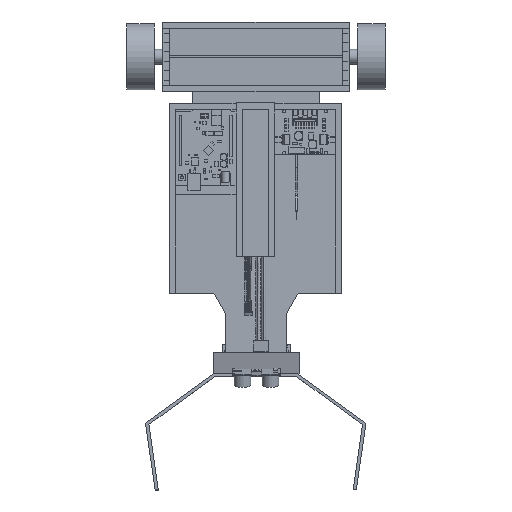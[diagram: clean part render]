
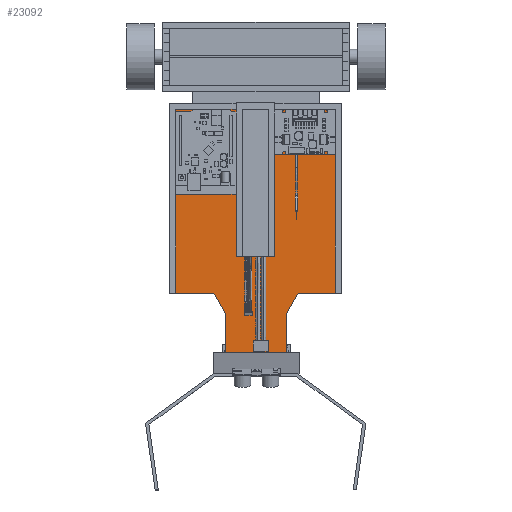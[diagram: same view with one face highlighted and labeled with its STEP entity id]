
A CAD part, top view. The second image highlights one B-rep face of the part: STEP entity #23092.
In plain terms, the highlighted planar face has unit normal (0, 0, 1).
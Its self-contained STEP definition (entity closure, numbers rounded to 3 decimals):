
#705=PLANE('',#24607);
#1915=FACE_OUTER_BOUND('',#3260,.T.);
#3260=EDGE_LOOP('',(#16774,#16775,#16776,#16777,#16778,#16779,#16780,#16781,
#16782,#16783,#16784,#16785,#16786,#16787,#16788,#16789,#16790,#16791));
#4935=LINE('',#32792,#7891);
#4941=LINE('',#32804,#7897);
#4943=LINE('',#32807,#7899);
#4963=LINE('',#32852,#7919);
#4967=LINE('',#32861,#7923);
#4969=LINE('',#32865,#7925);
#4970=LINE('',#32867,#7926);
#4971=LINE('',#32869,#7927);
#4972=LINE('',#32871,#7928);
#4973=LINE('',#32873,#7929);
#4974=LINE('',#32874,#7930);
#4975=LINE('',#32876,#7931);
#4976=LINE('',#32878,#7932);
#4977=LINE('',#32880,#7933);
#4978=LINE('',#32882,#7934);
#4979=LINE('',#32883,#7935);
#4980=LINE('',#32885,#7936);
#4981=LINE('',#32886,#7937);
#7891=VECTOR('',#26502,10.);
#7897=VECTOR('',#26510,10.);
#7899=VECTOR('',#26514,10.);
#7919=VECTOR('',#26546,10.);
#7923=VECTOR('',#26552,10.);
#7925=VECTOR('',#26556,10.);
#7926=VECTOR('',#26557,10.);
#7927=VECTOR('',#26558,10.);
#7928=VECTOR('',#26559,10.);
#7929=VECTOR('',#26560,10.);
#7930=VECTOR('',#26561,10.);
#7931=VECTOR('',#26562,10.);
#7932=VECTOR('',#26563,10.);
#7933=VECTOR('',#26564,10.);
#7934=VECTOR('',#26565,10.);
#7935=VECTOR('',#26566,1.);
#7936=VECTOR('',#26567,1.);
#7937=VECTOR('',#26568,10.);
#11091=VERTEX_POINT('',#32788);
#11093=VERTEX_POINT('',#32791);
#11096=VERTEX_POINT('',#32798);
#11098=VERTEX_POINT('',#32802);
#11116=VERTEX_POINT('',#32849);
#11117=VERTEX_POINT('',#32851);
#11120=VERTEX_POINT('',#32858);
#11121=VERTEX_POINT('',#32860);
#11122=VERTEX_POINT('',#32864);
#11123=VERTEX_POINT('',#32866);
#11124=VERTEX_POINT('',#32868);
#11125=VERTEX_POINT('',#32870);
#11126=VERTEX_POINT('',#32872);
#11127=VERTEX_POINT('',#32875);
#11128=VERTEX_POINT('',#32877);
#11129=VERTEX_POINT('',#32879);
#11130=VERTEX_POINT('',#32881);
#11131=VERTEX_POINT('',#32884);
#13278=EDGE_CURVE('',#11093,#11091,#4935,.T.);
#13284=EDGE_CURVE('',#11098,#11096,#4941,.T.);
#13286=EDGE_CURVE('',#11096,#11091,#4943,.T.);
#13308=EDGE_CURVE('',#11117,#11116,#4963,.T.);
#13312=EDGE_CURVE('',#11121,#11120,#4967,.T.);
#13314=EDGE_CURVE('',#11122,#11120,#4969,.T.);
#13315=EDGE_CURVE('',#11122,#11123,#4970,.T.);
#13316=EDGE_CURVE('',#11123,#11124,#4971,.T.);
#13317=EDGE_CURVE('',#11124,#11125,#4972,.T.);
#13318=EDGE_CURVE('',#11126,#11125,#4973,.T.);
#13319=EDGE_CURVE('',#11126,#11117,#4974,.T.);
#13320=EDGE_CURVE('',#11116,#11127,#4975,.T.);
#13321=EDGE_CURVE('',#11128,#11127,#4976,.T.);
#13322=EDGE_CURVE('',#11128,#11129,#4977,.T.);
#13323=EDGE_CURVE('',#11130,#11129,#4978,.T.);
#13324=EDGE_CURVE('',#11093,#11130,#4979,.T.);
#13325=EDGE_CURVE('',#11131,#11098,#4980,.T.);
#13326=EDGE_CURVE('',#11131,#11121,#4981,.T.);
#16774=ORIENTED_EDGE('',*,*,#13312,.T.);
#16775=ORIENTED_EDGE('',*,*,#13314,.F.);
#16776=ORIENTED_EDGE('',*,*,#13315,.T.);
#16777=ORIENTED_EDGE('',*,*,#13316,.T.);
#16778=ORIENTED_EDGE('',*,*,#13317,.T.);
#16779=ORIENTED_EDGE('',*,*,#13318,.F.);
#16780=ORIENTED_EDGE('',*,*,#13319,.T.);
#16781=ORIENTED_EDGE('',*,*,#13308,.T.);
#16782=ORIENTED_EDGE('',*,*,#13320,.T.);
#16783=ORIENTED_EDGE('',*,*,#13321,.F.);
#16784=ORIENTED_EDGE('',*,*,#13322,.T.);
#16785=ORIENTED_EDGE('',*,*,#13323,.F.);
#16786=ORIENTED_EDGE('',*,*,#13324,.F.);
#16787=ORIENTED_EDGE('',*,*,#13278,.T.);
#16788=ORIENTED_EDGE('',*,*,#13286,.F.);
#16789=ORIENTED_EDGE('',*,*,#13284,.F.);
#16790=ORIENTED_EDGE('',*,*,#13325,.F.);
#16791=ORIENTED_EDGE('',*,*,#13326,.T.);
#23092=ADVANCED_FACE('',(#1915),#705,.F.);
#24607=AXIS2_PLACEMENT_3D('',#32863,#26554,#26555);
#26502=DIRECTION('',(0.,-1.,0.));
#26510=DIRECTION('',(0.,-1.,0.));
#26514=DIRECTION('',(-1.,0.,0.));
#26546=DIRECTION('',(-1.,0.,0.));
#26552=DIRECTION('',(0.,1.,0.));
#26554=DIRECTION('center_axis',(0.,0.,-1.));
#26555=DIRECTION('ref_axis',(-1.,0.,0.));
#26556=DIRECTION('',(1.,0.,0.));
#26557=DIRECTION('',(0.,-1.,0.));
#26558=DIRECTION('',(-1.,0.,0.));
#26559=DIRECTION('',(0.,1.,0.));
#26560=DIRECTION('',(1.,0.,0.));
#26561=DIRECTION('',(0.,-1.,0.));
#26562=DIRECTION('',(0.,1.,0.));
#26563=DIRECTION('',(1.,0.,0.));
#26564=DIRECTION('',(0.,-1.,0.));
#26565=DIRECTION('',(-1.,0.,0.));
#26566=DIRECTION('',(-0.5,0.866,0.));
#26567=DIRECTION('',(-0.5,-0.866,0.));
#26568=DIRECTION('',(1.,0.,0.));
#32788=CARTESIAN_POINT('',(0.,-37.489,6.));
#32791=CARTESIAN_POINT('',(0.,0.,6.));
#32792=CARTESIAN_POINT('',(0.,0.,6.));
#32798=CARTESIAN_POINT('',(58.,-37.489,6.));
#32802=CARTESIAN_POINT('',(58.,0.,6.));
#32804=CARTESIAN_POINT('',(58.,0.,6.));
#32807=CARTESIAN_POINT('',(43.5,-37.489,6.));
#32849=CARTESIAN_POINT('',(10.,54.053,6.));
#32851=CARTESIAN_POINT('',(16.,54.053,6.));
#32852=CARTESIAN_POINT('',(22.5,54.053,6.));
#32858=CARTESIAN_POINT('',(104.4,194.053,6.));
#32860=CARTESIAN_POINT('',(104.4,19.053,6.));
#32861=CARTESIAN_POINT('',(104.4,168.243,6.));
#32863=CARTESIAN_POINT('Origin',(29.,142.434,6.));
#32864=CARTESIAN_POINT('',(47.,194.053,6.));
#32865=CARTESIAN_POINT('',(69.,194.053,6.));
#32866=CARTESIAN_POINT('',(47.,54.053,6.));
#32867=CARTESIAN_POINT('',(47.,168.243,6.));
#32868=CARTESIAN_POINT('',(41.,54.053,6.));
#32869=CARTESIAN_POINT('',(38.,54.053,6.));
#32870=CARTESIAN_POINT('',(41.,194.053,6.));
#32871=CARTESIAN_POINT('',(41.,98.243,6.));
#32872=CARTESIAN_POINT('',(16.,194.053,6.));
#32873=CARTESIAN_POINT('',(69.,194.053,6.));
#32874=CARTESIAN_POINT('',(16.,168.243,6.));
#32875=CARTESIAN_POINT('',(10.,194.053,6.));
#32876=CARTESIAN_POINT('',(10.,98.243,6.));
#32877=CARTESIAN_POINT('',(-47.5,194.053,6.));
#32878=CARTESIAN_POINT('',(69.,194.053,6.));
#32879=CARTESIAN_POINT('',(-47.5,19.053,6.));
#32880=CARTESIAN_POINT('',(-47.5,80.743,6.));
#32881=CARTESIAN_POINT('',(-11.,19.053,6.));
#32882=CARTESIAN_POINT('',(-47.5,19.053,6.));
#32883=CARTESIAN_POINT('',(0.,0.,6.));
#32884=CARTESIAN_POINT('',(69.,19.053,6.));
#32885=CARTESIAN_POINT('',(69.,19.053,6.));
#32886=CARTESIAN_POINT('',(69.,19.053,6.));
